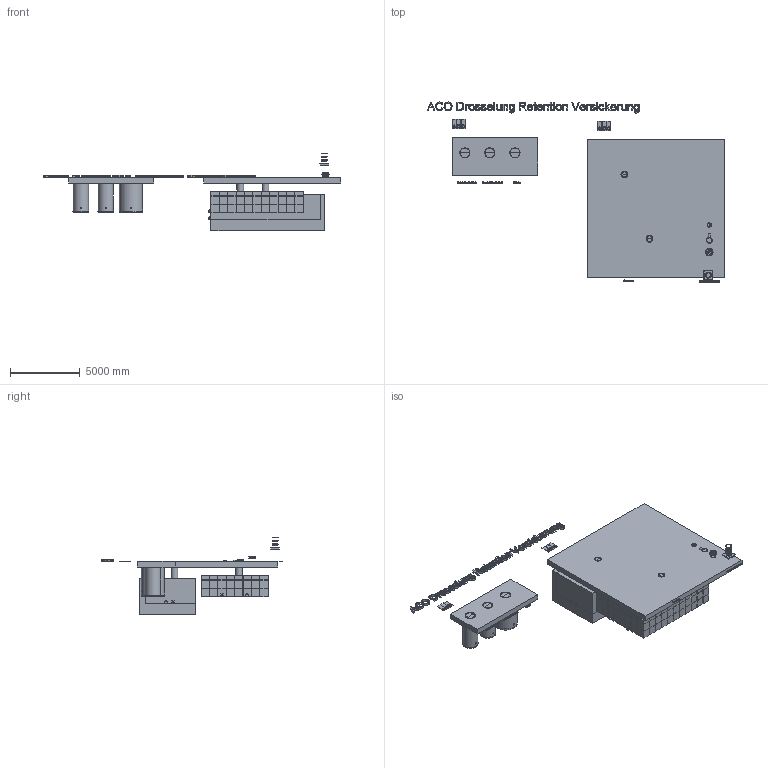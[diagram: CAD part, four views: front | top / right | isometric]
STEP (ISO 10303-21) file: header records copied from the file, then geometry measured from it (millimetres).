
FILE_DESCRIPTION(/* description */ (''),/* implementation_level */ '2;1');
FILE_NAME(/* name */ 'ACODrosselungRetentionVersickerung.step',/* time_stamp */ '2024-03-12T14:56:46+01:00',/* author */ ('ndmes'),/* organization */ (''),/* preprocessor_version */ 'ST-DEVELOPER v18.1',/* originating_system */ 'Autodesk Inventor 2022',/* authorisation */ '');
FILE_SCHEMA (('CONFIG_CONTROL_DESIGN'));
Products named in the file (58): ACODrosselungRetentionVersickerung; ACODrosselungRetentionVersickerung_1; ACODrosselungRetentionVersickerung_1_1; ACODrosselungRetentionVersickerung_2; ACODrosselungRetentionVersickerung_3; ACODrosselungRetentionVersickerung_4; ACODrosselungRetentionVersickerung_5; ACODrosselungRetentionVersickerung_6; ACODrosselungRetentionVersickerung_7; ACODrosselungRetentionVersickerung_8; ACODrosselungRetentionVersickerung_9; ACODrosselungRetentionVersickerung_10; ACODrosselungRetentionVersickerung_11; ACODrosselungRetentionVersickerung_12; ACODrosselungRetentionVersickerung_13; ACODrosselungRetentionVersickerung_14; ACODrosselungRetentionVersickerung_15; ACODrosselungRetentionVersickerung_16; ACODrosselungRetentionVersickerung_17; ACODrosselungRetentionVersickerung_18; ACODrosselungRetentionVersickerung_19; ACODrosselungRetentionVersickerung_20; ACODrosselungRetentionVersickerung_21; ACODrosselungRetentionVersickerung_22; ACODrosselungRetentionVersickerung_23; ACODrosselungRetentionVersickerung_24; ACODrosselungRetentionVersickerung_25; ACODrosselungRetentionVersickerung_26; ACODrosselungRetentionVersickerung_27; ACODrosselungRetentionVersickerung_28; ACODrosselungRetentionVersickerung_29; ACODrosselungRetentionVersickerung_30; ACODrosselungRetentionVersickerung_31; ACODrosselungRetentionVersickerung_32; ACODrosselungRetentionVersickerung_33; ACODrosselungRetentionVersickerung_34; ACODrosselungRetentionVersickerung_35; ACODrosselungRetentionVersickerung_36; ACODrosselungRetentionVersickerung_37; ACODrosselungRetentionVersickerung_38 ...
Assembly tree (57 placements, depth 2):
  ACODrosselungRetentionVersickerung
    ACODrosselungRetentionVersickerung_1
    ACODrosselungRetentionVersickerung_1_1
    ACODrosselungRetentionVersickerung_2
    ACODrosselungRetentionVersickerung_3
    ACODrosselungRetentionVersickerung_4
    ACODrosselungRetentionVersickerung_5
    ACODrosselungRetentionVersickerung_6
    ACODrosselungRetentionVersickerung_7
    ACODrosselungRetentionVersickerung_8
    ACODrosselungRetentionVersickerung_9
    ACODrosselungRetentionVersickerung_10
    ACODrosselungRetentionVersickerung_11
    ACODrosselungRetentionVersickerung_12
    ACODrosselungRetentionVersickerung_13
    ACODrosselungRetentionVersickerung_14
    ACODrosselungRetentionVersickerung_15
    ACODrosselungRetentionVersickerung_16
    ACODrosselungRetentionVersickerung_17
    ACODrosselungRetentionVersickerung_18
    ACODrosselungRetentionVersickerung_19
    ACODrosselungRetentionVersickerung_20
    ACODrosselungRetentionVersickerung_21
    ACODrosselungRetentionVersickerung_22
    ACODrosselungRetentionVersickerung_23
    ACODrosselungRetentionVersickerung_24
    ACODrosselungRetentionVersickerung_25
    ACODrosselungRetentionVersickerung_26
    ACODrosselungRetentionVersickerung_27
    ACODrosselungRetentionVersickerung_28
    ACODrosselungRetentionVersickerung_29
    ACODrosselungRetentionVersickerung_30
    ACODrosselungRetentionVersickerung_31
    ACODrosselungRetentionVersickerung_32
    ACODrosselungRetentionVersickerung_33
    ACODrosselungRetentionVersickerung_34
    ACODrosselungRetentionVersickerung_35
    ACODrosselungRetentionVersickerung_36
    ACODrosselungRetentionVersickerung_37
    ACODrosselungRetentionVersickerung_38
    ACODrosselungRetentionVersickerung_39
    ACODrosselungRetentionVersickerung_40
    ACODrosselungRetentionVersickerung_41
    ACODrosselungRetentionVersickerung_42
    ACODrosselungRetentionVersickerung_43
    ACODrosselungRetentionVersickerung_44
    ACODrosselungRetentionVersickerung_45
    ACODrosselungRetentionVersickerung_46
    ACODrosselungRetentionVersickerung_47
    ACODrosselungRetentionVersickerung_48
    ACODrosselungRetentionVersickerung_49
    ACODrosselungRetentionVersickerung_50
    ACODrosselungRetentionVersickerung_51
    ACODrosselungRetentionVersickerung_52
    ACODrosselungRetentionVersickerung_53
    ACODrosselungRetentionVersickerung_54
    ACODrosselungRetentionVersickerung_55
    ACODrosselungRetentionVersickerung_56
Bounding box: 21264.44 x 12872.96 x 5574.43 mm (x, y, z)
Volume: 232612967372.3 mm3; surface area: 1217831598.4 mm2
Topology: 442 solids, 442 shells, 5875 faces, 14951 edges, 9936 vertices
Faces by surface type: plane 5583, cylinder 265, cone 27
Full cylindrical faces by diameter (mm): 16 x1, 20 x12, 100 x5, 104 x2, 110 x8, 157.689 x2, 160 x2, 200 x2, 205 x2, 226 x1, 227.773 x2, 304.75 x1, 339 x5, 348 x5, 374 x1, 400 x2, 436 x5, 440 x4, 446 x1, 466 x1, 480 x6, 528 x1, 540 x2, 600 x12, 681.684 x3, 690 x3, 720 x5, 724 x9, 1000 x2, 1050 x3
Entity records: 177228 total; most frequent: CARTESIAN_POINT 31474, ORIENTED_EDGE 29902, DIRECTION 27585, EDGE_CURVE 14951, LINE 14255, VECTOR 14255, VERTEX_POINT 9936, AXIS2_PLACEMENT_3D 6665
